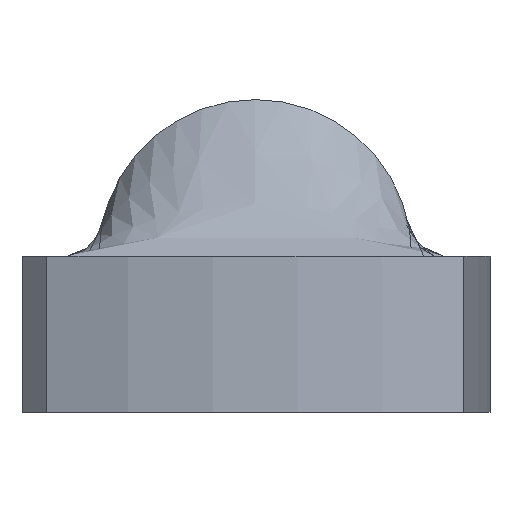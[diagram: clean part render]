
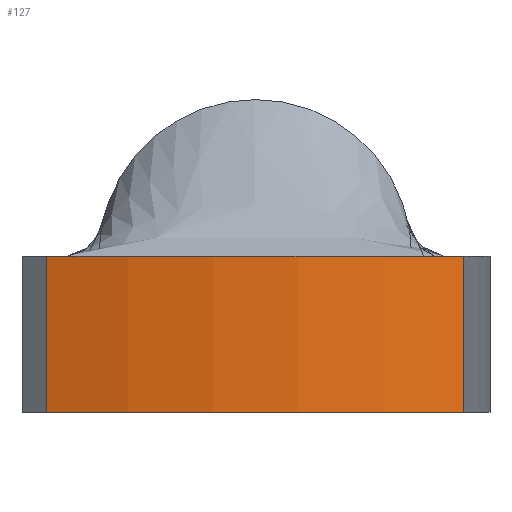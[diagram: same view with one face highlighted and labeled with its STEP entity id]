
A CAD part, front view. The second image highlights one B-rep face of the part: STEP entity #127.
In plain terms, the highlighted cylindrical face has radius 11 mm (diameter 22 mm), a partial arc.
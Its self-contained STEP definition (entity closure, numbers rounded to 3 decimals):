
#28 = EDGE_LOOP ( 'NONE', ( #213, #811, #318, #172 ) ) ;
#66 = EDGE_CURVE ( 'NONE', #863, #772, #808, .T. ) ;
#75 = CARTESIAN_POINT ( 'NONE',  ( -4., -606.247, 0. ) ) ;
#127 = ADVANCED_FACE ( 'NONE', ( #310 ), #679, .T. ) ;
#130 = CIRCLE ( 'NONE', #606, 11. ) ;
#172 = ORIENTED_EDGE ( 'NONE', *, *, #66, .T. ) ;
#213 = ORIENTED_EDGE ( 'NONE', *, *, #1076, .T. ) ;
#237 = VERTEX_POINT ( 'NONE', #75 ) ;
#265 = VECTOR ( 'NONE', #694, 1000. ) ;
#310 = FACE_OUTER_BOUND ( 'NONE', #28, .T. ) ;
#318 = ORIENTED_EDGE ( 'NONE', *, *, #797, .F. ) ;
#385 = VERTEX_POINT ( 'NONE', #1102 ) ;
#391 = CARTESIAN_POINT ( 'NONE',  ( 4., -606.247, -3. ) ) ;
#392 = CARTESIAN_POINT ( 'NONE',  ( 0., -596., -3. ) ) ;
#420 = CARTESIAN_POINT ( 'NONE',  ( -4., -606.247, -3. ) ) ;
#482 = DIRECTION ( 'NONE',  ( 0., 0., 1. ) ) ;
#492 = AXIS2_PLACEMENT_3D ( 'NONE', #579, #670, #929 ) ;
#579 = CARTESIAN_POINT ( 'NONE',  ( 0., -596., -3. ) ) ;
#598 = VECTOR ( 'NONE', #482, 1000. ) ;
#602 = DIRECTION ( 'NONE',  ( 0., 0., -1. ) ) ;
#606 = AXIS2_PLACEMENT_3D ( 'NONE', #1130, #602, #945 ) ;
#638 = CARTESIAN_POINT ( 'NONE',  ( 4., -606.247, 0. ) ) ;
#657 = DIRECTION ( 'NONE',  ( -1., 0., 0. ) ) ;
#670 = DIRECTION ( 'NONE',  ( 0., 0., 1. ) ) ;
#679 = CYLINDRICAL_SURFACE ( 'NONE', #492, 11. ) ;
#694 = DIRECTION ( 'NONE',  ( 0., 0., 1. ) ) ;
#716 = AXIS2_PLACEMENT_3D ( 'NONE', #392, #1106, #657 ) ;
#772 = VERTEX_POINT ( 'NONE', #638 ) ;
#797 = EDGE_CURVE ( 'NONE', #863, #385, #939, .T. ) ;
#808 = LINE ( 'NONE', #391, #598 ) ;
#811 = ORIENTED_EDGE ( 'NONE', *, *, #1081, .F. ) ;
#863 = VERTEX_POINT ( 'NONE', #866 ) ;
#866 = CARTESIAN_POINT ( 'NONE',  ( 4., -606.247, -3. ) ) ;
#929 = DIRECTION ( 'NONE',  ( 1., 0., 0. ) ) ;
#939 = CIRCLE ( 'NONE', #716, 11. ) ;
#945 = DIRECTION ( 'NONE',  ( -1., 0., 0. ) ) ;
#1033 = LINE ( 'NONE', #420, #265 ) ;
#1076 = EDGE_CURVE ( 'NONE', #772, #237, #130, .T. ) ;
#1081 = EDGE_CURVE ( 'NONE', #385, #237, #1033, .T. ) ;
#1102 = CARTESIAN_POINT ( 'NONE',  ( -4., -606.247, -3. ) ) ;
#1106 = DIRECTION ( 'NONE',  ( 0., 0., -1. ) ) ;
#1130 = CARTESIAN_POINT ( 'NONE',  ( 0., -596., 0. ) ) ;
